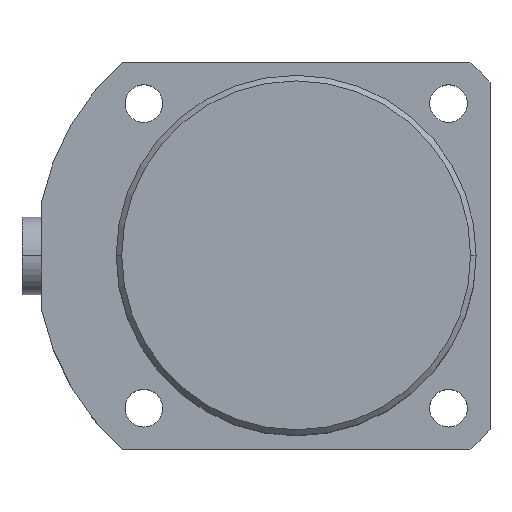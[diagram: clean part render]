
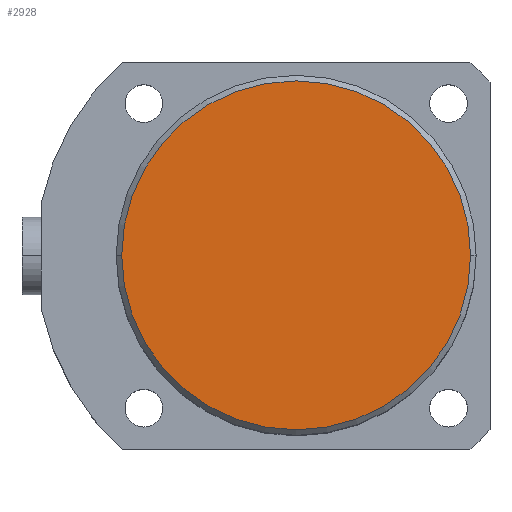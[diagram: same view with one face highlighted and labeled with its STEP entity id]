
A CAD part, top view. The second image highlights one B-rep face of the part: STEP entity #2928.
In plain terms, the highlighted planar face has unit normal (0, 0, 1).
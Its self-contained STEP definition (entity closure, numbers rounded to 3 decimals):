
#190 = VERTEX_POINT ( 'NONE', #1434 ) ;
#209 = ORIENTED_EDGE ( 'NONE', *, *, #2310, .T. ) ;
#364 = EDGE_LOOP ( 'NONE', ( #839, #209 ) ) ;
#563 = VERTEX_POINT ( 'NONE', #1276 ) ;
#589 = CIRCLE ( 'NONE', #2158, 31.5 ) ;
#717 = CIRCLE ( 'NONE', #2227, 31.5 ) ;
#839 = ORIENTED_EDGE ( 'NONE', *, *, #1884, .T. ) ;
#945 = DIRECTION ( 'NONE',  ( 1., 0., 0. ) ) ;
#946 = DIRECTION ( 'NONE',  ( 0., 0., 1. ) ) ;
#947 = CARTESIAN_POINT ( 'NONE',  ( 0., 0., 85. ) ) ;
#1276 = CARTESIAN_POINT ( 'NONE',  ( 31.5, 0., 85. ) ) ;
#1331 = CARTESIAN_POINT ( 'NONE',  ( 0., 0., 85. ) ) ;
#1332 = DIRECTION ( 'NONE',  ( 0., 0., 1. ) ) ;
#1337 = DIRECTION ( 'NONE',  ( 1., 0., 0. ) ) ;
#1434 = CARTESIAN_POINT ( 'NONE',  ( -31.5, 0., 85. ) ) ;
#1884 = EDGE_CURVE ( 'NONE', #190, #563, #717, .T. ) ;
#2052 = AXIS2_PLACEMENT_3D ( 'NONE', #3454, #3444, #3443 ) ;
#2158 = AXIS2_PLACEMENT_3D ( 'NONE', #947, #946, #945 ) ;
#2227 = AXIS2_PLACEMENT_3D ( 'NONE', #1331, #1332, #1337 ) ;
#2310 = EDGE_CURVE ( 'NONE', #563, #190, #589, .T. ) ;
#2759 = FACE_OUTER_BOUND ( 'NONE', #364, .T. ) ;
#2928 = ADVANCED_FACE ( 'NONE', ( #2759 ), #3447, .T. ) ;
#3443 = DIRECTION ( 'NONE',  ( 1., 0., 0. ) ) ;
#3444 = DIRECTION ( 'NONE',  ( 0., 0., 1. ) ) ;
#3447 = PLANE ( 'NONE',  #2052 ) ;
#3454 = CARTESIAN_POINT ( 'NONE',  ( 0., 0., 85. ) ) ;
